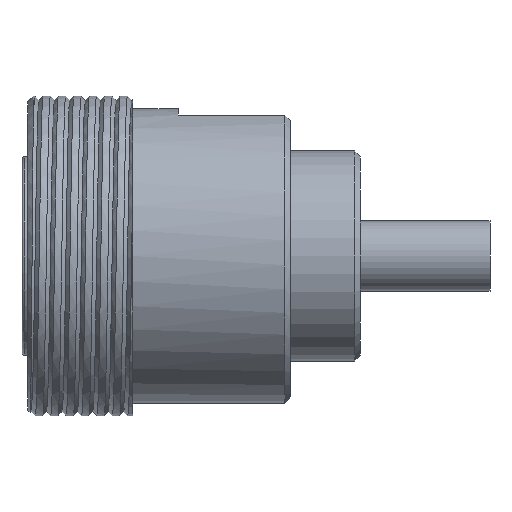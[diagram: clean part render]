
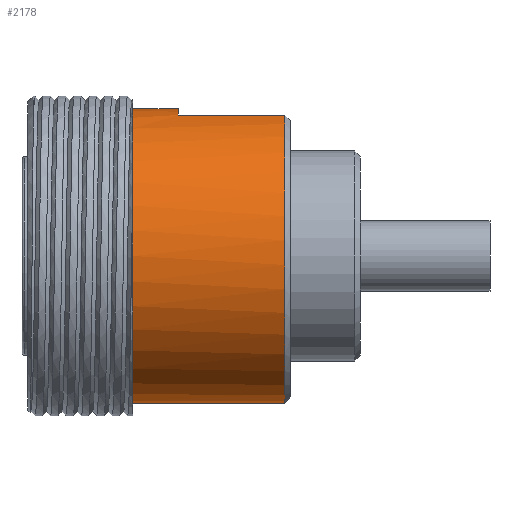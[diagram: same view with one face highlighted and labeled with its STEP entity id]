
A CAD part, front view. The second image highlights one B-rep face of the part: STEP entity #2178.
In plain terms, the highlighted cylindrical face has radius 13.335 mm (diameter 26.67 mm), a partial arc.
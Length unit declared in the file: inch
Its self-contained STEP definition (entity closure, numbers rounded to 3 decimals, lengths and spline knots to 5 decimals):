
#10 = ORIENTED_EDGE ( 'NONE', *, *, #947, .T. ) ;
#55 = LINE ( 'NONE', #1137, #1074 ) ;
#85 = DIRECTION ( 'NONE',  ( -1., 0., 0. ) ) ;
#122 = LINE ( 'NONE', #3303, #615 ) ;
#159 = DIRECTION ( 'NONE',  ( 0., 0., 1. ) ) ;
#251 = CARTESIAN_POINT ( 'NONE',  ( -0.45, 0., -0.525 ) ) ;
#261 = CARTESIAN_POINT ( 'NONE',  ( 0.0925, 0., 0. ) ) ;
#311 = ORIENTED_EDGE ( 'NONE', *, *, #3183, .F. ) ;
#321 = VERTEX_POINT ( 'NONE', #251 ) ;
#372 = ORIENTED_EDGE ( 'NONE', *, *, #1858, .T. ) ;
#373 = DIRECTION ( 'NONE',  ( -1., 0., 0. ) ) ;
#479 = CARTESIAN_POINT ( 'NONE',  ( 0.0925, 0., -0.525 ) ) ;
#607 = ORIENTED_EDGE ( 'NONE', *, *, #2281, .T. ) ;
#615 = VECTOR ( 'NONE', #85, 39.37008 ) ;
#815 = CIRCLE ( 'NONE', #2778, 0.525 ) ;
#848 = CIRCLE ( 'NONE', #2361, 0.525 ) ;
#877 = FACE_OUTER_BOUND ( 'NONE', #2704, .T. ) ;
#947 = EDGE_CURVE ( 'NONE', #2330, #2736, #55, .T. ) ;
#951 = VECTOR ( 'NONE', #3310, 39.37008 ) ;
#999 = ORIENTED_EDGE ( 'NONE', *, *, #1120, .F. ) ;
#1025 = DIRECTION ( 'NONE',  ( 0., 0., 1. ) ) ;
#1052 = ORIENTED_EDGE ( 'NONE', *, *, #2092, .T. ) ;
#1068 = VERTEX_POINT ( 'NONE', #1226 ) ;
#1074 = VECTOR ( 'NONE', #373, 39.37008 ) ;
#1120 = EDGE_CURVE ( 'NONE', #321, #2721, #848, .T. ) ;
#1137 = CARTESIAN_POINT ( 'NONE',  ( -0.825, -0.15, 0.50312 ) ) ;
#1172 = VERTEX_POINT ( 'NONE', #479 ) ;
#1185 = CARTESIAN_POINT ( 'NONE',  ( -0.2875, -0.15, 0.50312 ) ) ;
#1226 = CARTESIAN_POINT ( 'NONE',  ( -0.2875, 0., 0.525 ) ) ;
#1298 = AXIS2_PLACEMENT_3D ( 'NONE', #2708, #2457, #1376 ) ;
#1376 = DIRECTION ( 'NONE',  ( 0., 0., 1. ) ) ;
#1572 = DIRECTION ( 'NONE',  ( -1., 0., 0. ) ) ;
#1635 = CYLINDRICAL_SURFACE ( 'NONE', #1298, 0.525 ) ;
#1858 = EDGE_CURVE ( 'NONE', #1172, #2330, #815, .T. ) ;
#1873 = DIRECTION ( 'NONE',  ( -1., 0., 0. ) ) ;
#2092 = EDGE_CURVE ( 'NONE', #2736, #1068, #2411, .T. ) ;
#2178 = ADVANCED_FACE ( 'NONE', ( #877 ), #1635, .T. ) ;
#2281 = EDGE_CURVE ( 'NONE', #1068, #2721, #3088, .T. ) ;
#2330 = VERTEX_POINT ( 'NONE', #3366 ) ;
#2361 = AXIS2_PLACEMENT_3D ( 'NONE', #2842, #2574, #159 ) ;
#2411 = CIRCLE ( 'NONE', #3305, 0.525 ) ;
#2457 = DIRECTION ( 'NONE',  ( -1., 0., 0. ) ) ;
#2574 = DIRECTION ( 'NONE',  ( -1., 0., 0. ) ) ;
#2704 = EDGE_LOOP ( 'NONE', ( #311, #372, #10, #1052, #607, #999 ) ) ;
#2708 = CARTESIAN_POINT ( 'NONE',  ( -0.825, 0., 0. ) ) ;
#2721 = VERTEX_POINT ( 'NONE', #3080 ) ;
#2736 = VERTEX_POINT ( 'NONE', #1185 ) ;
#2778 = AXIS2_PLACEMENT_3D ( 'NONE', #261, #1572, #1025 ) ;
#2828 = CARTESIAN_POINT ( 'NONE',  ( -0.825, 0., 0.525 ) ) ;
#2842 = CARTESIAN_POINT ( 'NONE',  ( -0.45, 0., 0. ) ) ;
#2942 = DIRECTION ( 'NONE',  ( 0., -1., 0. ) ) ;
#3080 = CARTESIAN_POINT ( 'NONE',  ( -0.45, 0., 0.525 ) ) ;
#3088 = LINE ( 'NONE', #2828, #951 ) ;
#3143 = CARTESIAN_POINT ( 'NONE',  ( -0.2875, 0., 0. ) ) ;
#3183 = EDGE_CURVE ( 'NONE', #1172, #321, #122, .T. ) ;
#3303 = CARTESIAN_POINT ( 'NONE',  ( -0.825, 0., -0.525 ) ) ;
#3305 = AXIS2_PLACEMENT_3D ( 'NONE', #3143, #1873, #2942 ) ;
#3310 = DIRECTION ( 'NONE',  ( -1., 0., 0. ) ) ;
#3366 = CARTESIAN_POINT ( 'NONE',  ( 0.0925, -0.15, 0.50312 ) ) ;
